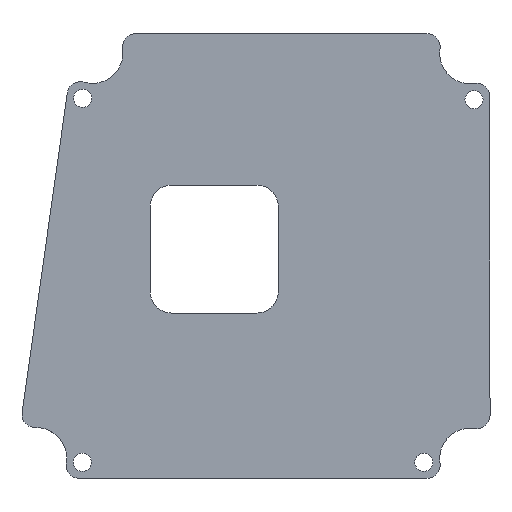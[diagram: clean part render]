
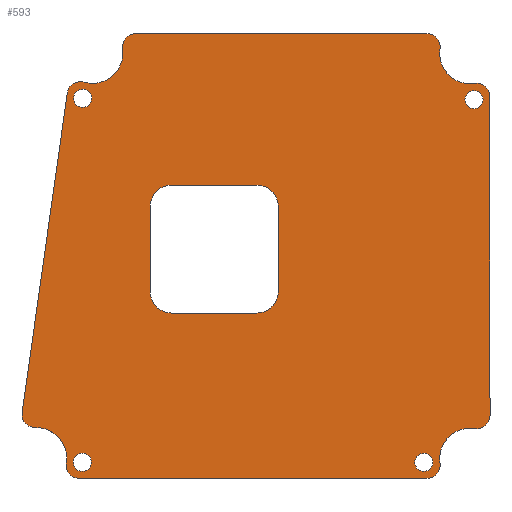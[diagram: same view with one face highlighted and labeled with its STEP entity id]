
A CAD part, top view. The second image highlights one B-rep face of the part: STEP entity #593.
In plain terms, the highlighted planar face has unit normal (0, 0, 1).
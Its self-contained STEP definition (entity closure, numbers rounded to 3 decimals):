
#19=FACE_BOUND('',#148,.T.);
#20=FACE_BOUND('',#149,.T.);
#21=FACE_BOUND('',#150,.T.);
#22=FACE_BOUND('',#151,.T.);
#23=FACE_BOUND('',#152,.T.);
#30=CIRCLE('',#613,4.);
#32=CIRCLE('',#617,4.);
#34=CIRCLE('',#621,4.);
#36=CIRCLE('',#625,4.);
#37=CIRCLE('',#627,1.7);
#39=CIRCLE('',#630,1.7);
#41=CIRCLE('',#633,1.7);
#43=CIRCLE('',#636,1.7);
#46=CIRCLE('',#640,5.7);
#48=CIRCLE('',#643,2.5);
#50=CIRCLE('',#647,2.5);
#52=CIRCLE('',#650,5.7);
#54=CIRCLE('',#653,2.5);
#56=CIRCLE('',#657,2.5);
#58=CIRCLE('',#660,5.7);
#60=CIRCLE('',#663,2.5);
#62=CIRCLE('',#667,2.5);
#64=CIRCLE('',#670,5.7);
#66=CIRCLE('',#673,2.5);
#68=CIRCLE('',#677,2.5);
#117=FACE_OUTER_BOUND('',#147,.T.);
#147=EDGE_LOOP('',(#499,#500,#501,#502,#503,#504,#505,#506,#507,#508,#509,
#510,#511,#512,#513,#514));
#148=EDGE_LOOP('',(#515));
#149=EDGE_LOOP('',(#516));
#150=EDGE_LOOP('',(#517));
#151=EDGE_LOOP('',(#518));
#152=EDGE_LOOP('',(#519,#520,#521,#522,#523,#524,#525,#526));
#161=LINE('',#880,#205);
#165=LINE('',#892,#209);
#169=LINE('',#904,#213);
#173=LINE('',#916,#217);
#183=LINE('',#964,#227);
#189=LINE('',#988,#233);
#195=LINE('',#1012,#239);
#201=LINE('',#1036,#245);
#205=VECTOR('',#689,10.);
#209=VECTOR('',#701,10.);
#213=VECTOR('',#713,10.);
#217=VECTOR('',#725,10.);
#227=VECTOR('',#779,10.);
#233=VECTOR('',#805,10.);
#239=VECTOR('',#831,10.);
#245=VECTOR('',#857,10.);
#249=VERTEX_POINT('',#877);
#250=VERTEX_POINT('',#879);
#252=VERTEX_POINT('',#885);
#254=VERTEX_POINT('',#891);
#256=VERTEX_POINT('',#897);
#258=VERTEX_POINT('',#903);
#260=VERTEX_POINT('',#909);
#262=VERTEX_POINT('',#915);
#263=VERTEX_POINT('',#922);
#265=VERTEX_POINT('',#928);
#267=VERTEX_POINT('',#934);
#269=VERTEX_POINT('',#940);
#273=VERTEX_POINT('',#949);
#274=VERTEX_POINT('',#951);
#276=VERTEX_POINT('',#957);
#278=VERTEX_POINT('',#963);
#280=VERTEX_POINT('',#969);
#282=VERTEX_POINT('',#975);
#284=VERTEX_POINT('',#981);
#286=VERTEX_POINT('',#987);
#288=VERTEX_POINT('',#993);
#290=VERTEX_POINT('',#999);
#292=VERTEX_POINT('',#1005);
#294=VERTEX_POINT('',#1011);
#296=VERTEX_POINT('',#1017);
#298=VERTEX_POINT('',#1023);
#300=VERTEX_POINT('',#1029);
#302=VERTEX_POINT('',#1035);
#305=EDGE_CURVE('',#250,#249,#161,.T.);
#308=EDGE_CURVE('',#252,#250,#30,.T.);
#311=EDGE_CURVE('',#254,#252,#165,.T.);
#314=EDGE_CURVE('',#256,#254,#32,.T.);
#317=EDGE_CURVE('',#258,#256,#169,.T.);
#320=EDGE_CURVE('',#260,#258,#34,.T.);
#323=EDGE_CURVE('',#262,#260,#173,.T.);
#326=EDGE_CURVE('',#249,#262,#36,.T.);
#327=EDGE_CURVE('',#263,#263,#37,.T.);
#330=EDGE_CURVE('',#265,#265,#39,.T.);
#333=EDGE_CURVE('',#267,#267,#41,.T.);
#336=EDGE_CURVE('',#269,#269,#43,.T.);
#341=EDGE_CURVE('',#274,#273,#46,.T.);
#344=EDGE_CURVE('',#276,#274,#48,.T.);
#347=EDGE_CURVE('',#278,#276,#183,.T.);
#350=EDGE_CURVE('',#280,#278,#50,.T.);
#353=EDGE_CURVE('',#282,#280,#52,.T.);
#356=EDGE_CURVE('',#284,#282,#54,.T.);
#359=EDGE_CURVE('',#286,#284,#189,.T.);
#362=EDGE_CURVE('',#288,#286,#56,.T.);
#365=EDGE_CURVE('',#290,#288,#58,.T.);
#368=EDGE_CURVE('',#292,#290,#60,.T.);
#371=EDGE_CURVE('',#294,#292,#195,.T.);
#374=EDGE_CURVE('',#296,#294,#62,.T.);
#377=EDGE_CURVE('',#298,#296,#64,.T.);
#380=EDGE_CURVE('',#300,#298,#66,.T.);
#383=EDGE_CURVE('',#302,#300,#201,.T.);
#386=EDGE_CURVE('',#273,#302,#68,.T.);
#499=ORIENTED_EDGE('',*,*,#386,.T.);
#500=ORIENTED_EDGE('',*,*,#383,.T.);
#501=ORIENTED_EDGE('',*,*,#380,.T.);
#502=ORIENTED_EDGE('',*,*,#377,.T.);
#503=ORIENTED_EDGE('',*,*,#374,.T.);
#504=ORIENTED_EDGE('',*,*,#371,.T.);
#505=ORIENTED_EDGE('',*,*,#368,.T.);
#506=ORIENTED_EDGE('',*,*,#365,.T.);
#507=ORIENTED_EDGE('',*,*,#362,.T.);
#508=ORIENTED_EDGE('',*,*,#359,.T.);
#509=ORIENTED_EDGE('',*,*,#356,.T.);
#510=ORIENTED_EDGE('',*,*,#353,.T.);
#511=ORIENTED_EDGE('',*,*,#350,.T.);
#512=ORIENTED_EDGE('',*,*,#347,.T.);
#513=ORIENTED_EDGE('',*,*,#344,.T.);
#514=ORIENTED_EDGE('',*,*,#341,.T.);
#515=ORIENTED_EDGE('',*,*,#336,.T.);
#516=ORIENTED_EDGE('',*,*,#333,.T.);
#517=ORIENTED_EDGE('',*,*,#330,.T.);
#518=ORIENTED_EDGE('',*,*,#327,.T.);
#519=ORIENTED_EDGE('',*,*,#326,.T.);
#520=ORIENTED_EDGE('',*,*,#323,.T.);
#521=ORIENTED_EDGE('',*,*,#320,.T.);
#522=ORIENTED_EDGE('',*,*,#317,.T.);
#523=ORIENTED_EDGE('',*,*,#314,.T.);
#524=ORIENTED_EDGE('',*,*,#311,.T.);
#525=ORIENTED_EDGE('',*,*,#308,.T.);
#526=ORIENTED_EDGE('',*,*,#305,.T.);
#563=PLANE('',#678);
#593=ADVANCED_FACE('',(#117,#19,#20,#21,#22,#23),#563,.T.);
#613=AXIS2_PLACEMENT_3D('',#886,#695,#696);
#617=AXIS2_PLACEMENT_3D('',#898,#707,#708);
#621=AXIS2_PLACEMENT_3D('',#910,#719,#720);
#625=AXIS2_PLACEMENT_3D('',#920,#731,#732);
#627=AXIS2_PLACEMENT_3D('',#923,#735,#736);
#630=AXIS2_PLACEMENT_3D('',#929,#742,#743);
#633=AXIS2_PLACEMENT_3D('',#935,#749,#750);
#636=AXIS2_PLACEMENT_3D('',#941,#756,#757);
#640=AXIS2_PLACEMENT_3D('',#952,#766,#767);
#643=AXIS2_PLACEMENT_3D('',#958,#773,#774);
#647=AXIS2_PLACEMENT_3D('',#970,#785,#786);
#650=AXIS2_PLACEMENT_3D('',#976,#792,#793);
#653=AXIS2_PLACEMENT_3D('',#982,#799,#800);
#657=AXIS2_PLACEMENT_3D('',#994,#811,#812);
#660=AXIS2_PLACEMENT_3D('',#1000,#818,#819);
#663=AXIS2_PLACEMENT_3D('',#1006,#825,#826);
#667=AXIS2_PLACEMENT_3D('',#1018,#837,#838);
#670=AXIS2_PLACEMENT_3D('',#1024,#844,#845);
#673=AXIS2_PLACEMENT_3D('',#1030,#851,#852);
#677=AXIS2_PLACEMENT_3D('',#1040,#863,#864);
#678=AXIS2_PLACEMENT_3D('',#1041,#865,#866);
#689=DIRECTION('',(0.,1.,0.));
#695=DIRECTION('center_axis',(0.,0.,-1.));
#696=DIRECTION('ref_axis',(-1.,0.,0.));
#701=DIRECTION('',(-1.,0.,0.));
#707=DIRECTION('center_axis',(0.,0.,-1.));
#708=DIRECTION('ref_axis',(0.,-1.,0.));
#713=DIRECTION('',(0.,-1.,0.));
#719=DIRECTION('center_axis',(0.,0.,-1.));
#720=DIRECTION('ref_axis',(1.,0.,0.));
#725=DIRECTION('',(1.,0.,0.));
#731=DIRECTION('center_axis',(0.,0.,-1.));
#732=DIRECTION('ref_axis',(0.,1.,0.));
#735=DIRECTION('center_axis',(0.,0.,-1.));
#736=DIRECTION('ref_axis',(-1.,0.,0.));
#742=DIRECTION('center_axis',(0.,0.,-1.));
#743=DIRECTION('ref_axis',(-1.,0.,0.));
#749=DIRECTION('center_axis',(0.,0.,-1.));
#750=DIRECTION('ref_axis',(-1.,0.,0.));
#756=DIRECTION('center_axis',(0.,0.,-1.));
#757=DIRECTION('ref_axis',(-1.,0.,0.));
#766=DIRECTION('center_axis',(0.,0.,-1.));
#767=DIRECTION('ref_axis',(0.672,-0.74,0.));
#773=DIRECTION('center_axis',(0.,0.,1.));
#774=DIRECTION('ref_axis',(0.,1.,0.));
#779=DIRECTION('',(-1.,0.,0.));
#785=DIRECTION('center_axis',(0.,0.,1.));
#786=DIRECTION('ref_axis',(0.989,-0.15,0.));
#792=DIRECTION('center_axis',(0.,0.,-1.));
#793=DIRECTION('ref_axis',(-0.763,-0.647,0.));
#799=DIRECTION('center_axis',(0.,0.,1.));
#800=DIRECTION('ref_axis',(1.,0.,0.));
#805=DIRECTION('',(0.,1.,0.));
#811=DIRECTION('center_axis',(0.,0.,1.));
#812=DIRECTION('ref_axis',(-0.15,-0.989,0.));
#818=DIRECTION('center_axis',(0.,0.,-1.));
#819=DIRECTION('ref_axis',(-0.647,0.763,0.));
#825=DIRECTION('center_axis',(0.,0.,1.));
#826=DIRECTION('ref_axis',(0.,-1.,0.));
#831=DIRECTION('',(1.,0.,0.));
#837=DIRECTION('center_axis',(0.,0.,1.));
#838=DIRECTION('ref_axis',(-0.987,0.161,0.));
#844=DIRECTION('center_axis',(0.,0.,-1.));
#845=DIRECTION('ref_axis',(0.655,0.756,0.));
#851=DIRECTION('center_axis',(0.,0.,1.));
#852=DIRECTION('ref_axis',(-0.99,0.14,0.));
#857=DIRECTION('',(-0.14,-0.99,0.));
#863=DIRECTION('center_axis',(0.,0.,1.));
#864=DIRECTION('ref_axis',(0.276,0.961,0.));
#865=DIRECTION('center_axis',(0.,0.,1.));
#866=DIRECTION('ref_axis',(-1.,0.,0.));
#877=CARTESIAN_POINT('',(-19.12,11.8,7.25));
#879=CARTESIAN_POINT('',(-19.12,-4.2,7.25));
#880=CARTESIAN_POINT('',(-19.12,11.8,7.25));
#885=CARTESIAN_POINT('',(-15.12,-8.2,7.25));
#886=CARTESIAN_POINT('Origin',(-15.12,-4.2,7.25));
#891=CARTESIAN_POINT('',(0.88,-8.2,7.25));
#892=CARTESIAN_POINT('',(-15.12,-8.2,7.25));
#897=CARTESIAN_POINT('',(4.88,-4.2,7.25));
#898=CARTESIAN_POINT('Origin',(0.88,-4.2,7.25));
#903=CARTESIAN_POINT('',(4.88,11.8,7.25));
#904=CARTESIAN_POINT('',(4.88,-4.2,7.25));
#909=CARTESIAN_POINT('',(0.88,15.8,7.25));
#910=CARTESIAN_POINT('Origin',(0.88,11.8,7.25));
#915=CARTESIAN_POINT('',(-15.12,15.8,7.25));
#916=CARTESIAN_POINT('',(0.88,15.8,7.25));
#920=CARTESIAN_POINT('Origin',(-15.12,11.8,7.25));
#922=CARTESIAN_POINT('',(-30.093,32.058,7.25));
#923=CARTESIAN_POINT('Origin',(-31.793,32.058,7.25));
#928=CARTESIAN_POINT('',(33.883,-36.2,7.25));
#929=CARTESIAN_POINT('Origin',(32.183,-36.2,7.25));
#934=CARTESIAN_POINT('',(-30.131,-36.2,7.25));
#935=CARTESIAN_POINT('Origin',(-31.831,-36.2,7.25));
#940=CARTESIAN_POINT('',(43.28,31.803,7.25));
#941=CARTESIAN_POINT('Origin',(41.58,31.803,7.25));
#949=CARTESIAN_POINT('',(-31.52,35.081,7.25));
#951=CARTESIAN_POINT('',(-24.3,41.352,7.25));
#952=CARTESIAN_POINT('Origin',(-29.945,40.559,7.25));
#957=CARTESIAN_POINT('',(-21.825,44.2,7.25));
#958=CARTESIAN_POINT('Origin',(-21.825,41.7,7.25));
#963=CARTESIAN_POINT('',(32.745,44.2,7.25));
#964=CARTESIAN_POINT('',(-21.825,44.2,7.25));
#969=CARTESIAN_POINT('',(35.217,41.326,7.25));
#970=CARTESIAN_POINT('Origin',(32.745,41.7,7.25));
#975=CARTESIAN_POINT('',(41.706,34.837,7.25));
#976=CARTESIAN_POINT('Origin',(40.853,40.473,7.25));
#981=CARTESIAN_POINT('',(44.58,32.365,7.25));
#982=CARTESIAN_POINT('Origin',(42.08,32.365,7.25));
#987=CARTESIAN_POINT('',(44.58,-27.365,7.25));
#988=CARTESIAN_POINT('',(44.58,24.069,7.25));
#993=CARTESIAN_POINT('',(41.706,-29.837,7.25));
#994=CARTESIAN_POINT('Origin',(42.08,-27.365,7.25));
#999=CARTESIAN_POINT('',(35.217,-36.326,7.25));
#1000=CARTESIAN_POINT('Origin',(40.853,-35.473,7.25));
#1005=CARTESIAN_POINT('',(32.745,-39.2,7.25));
#1006=CARTESIAN_POINT('Origin',(32.745,-36.7,7.25));
#1011=CARTESIAN_POINT('',(-32.399,-39.2,7.25));
#1012=CARTESIAN_POINT('',(-24.097,-39.2,7.25));
#1017=CARTESIAN_POINT('',(-34.866,-36.298,7.25));
#1018=CARTESIAN_POINT('Origin',(-32.399,-36.7,7.25));
#1023=CARTESIAN_POINT('',(-40.614,-29.682,7.25));
#1024=CARTESIAN_POINT('Origin',(-40.492,-35.38,7.25));
#1029=CARTESIAN_POINT('',(-43.142,-26.833,7.25));
#1030=CARTESIAN_POINT('Origin',(-40.667,-27.182,7.25));
#1035=CARTESIAN_POINT('',(-34.686,33.028,7.25));
#1036=CARTESIAN_POINT('',(-35.846,24.819,7.25));
#1040=CARTESIAN_POINT('Origin',(-32.211,32.678,7.25));
#1041=CARTESIAN_POINT('Origin',(0.707,2.5,7.25));
